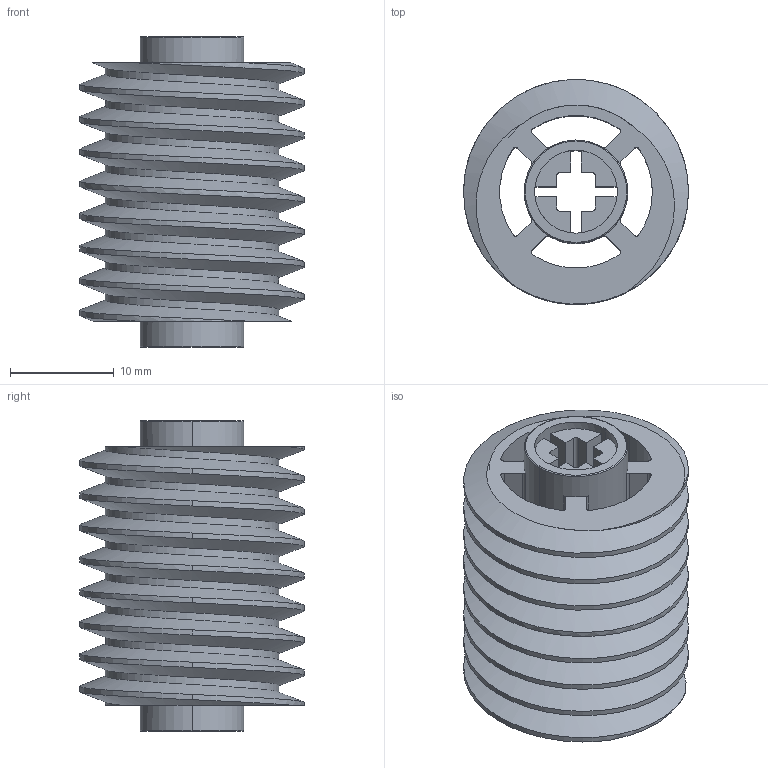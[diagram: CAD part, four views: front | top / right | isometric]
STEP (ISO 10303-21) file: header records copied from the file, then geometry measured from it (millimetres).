
FILE_DESCRIPTION (( 'STEP AP214' ), '1' );
FILE_NAME ('WG30_v3.STEP', '2019-08-08T17:44:46', ( '' ), ( '' ), 'SwSTEP 2.0', 'SolidWorks 2019', '' );
FILE_SCHEMA (( 'AUTOMOTIVE_DESIGN' ));
Length unit declared in the file: millimetre
Products named in the file (1): WG30_v3
Bounding box: 21.73 x 21.72 x 30 mm (x, y, z)
Volume: 5071.1 mm3; surface area: 6596.2 mm2
Topology: 1 solids, 1 shells, 96 faces, 270 edges, 178 vertices
Faces by surface type: cylinder 50, plane 36, bspline 6, torus 4
Entity records: 5128 total; most frequent: CARTESIAN_POINT 2666, ORIENTED_EDGE 540, DIRECTION 495, EDGE_CURVE 270, AXIS2_PLACEMENT_3D 183, VERTEX_POINT 178, VECTOR 129, LINE 129
